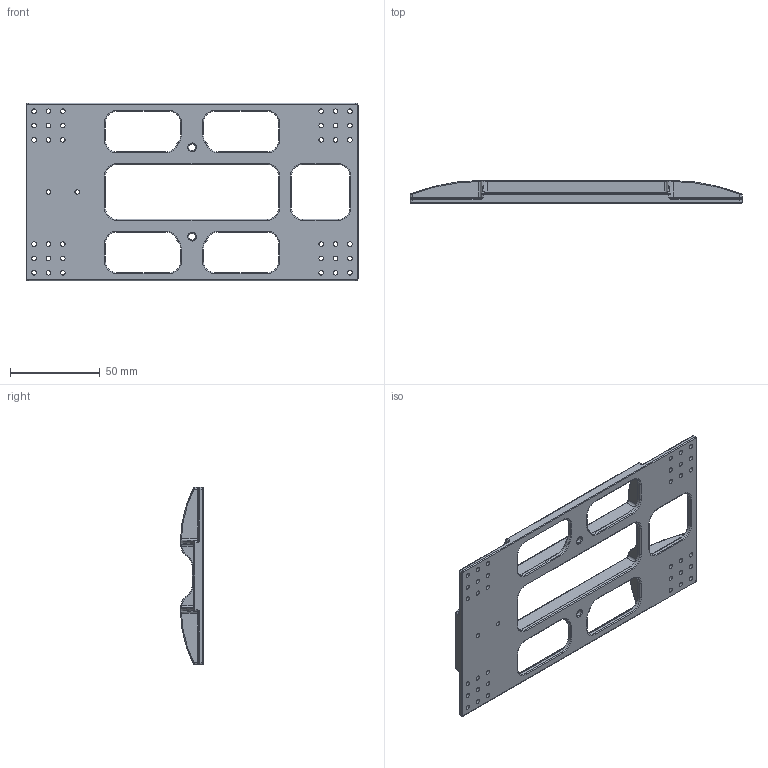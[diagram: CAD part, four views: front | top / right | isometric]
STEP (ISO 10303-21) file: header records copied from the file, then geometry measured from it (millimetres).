
FILE_DESCRIPTION (( 'STEP AP214' ), '1' );
FILE_NAME ('Body frame 2.STEP', '2019-11-20T00:26:01', ( '' ), ( '' ), 'SwSTEP 2.0', 'SolidWorks 2011', '' );
FILE_SCHEMA (( 'AUTOMOTIVE_DESIGN' ));
Length unit declared in the file: inch
Products named in the file (1): Body frame 2
Bounding box: 185 x 12.7 x 99 mm (x, y, z)
Volume: 38256.8 mm3; surface area: 35122.5 mm2
Topology: 1 solids, 1 shells, 530 faces, 1300 edges, 764 vertices
Faces by surface type: cylinder 264, torus 148, plane 70, bspline 48
Entity records: 17390 total; most frequent: CARTESIAN_POINT 4629, DIRECTION 2874, ORIENTED_EDGE 2584, EDGE_CURVE 1292, AXIS2_PLACEMENT_3D 1219, VERTEX_POINT 764, CIRCLE 736, EDGE_LOOP 622
